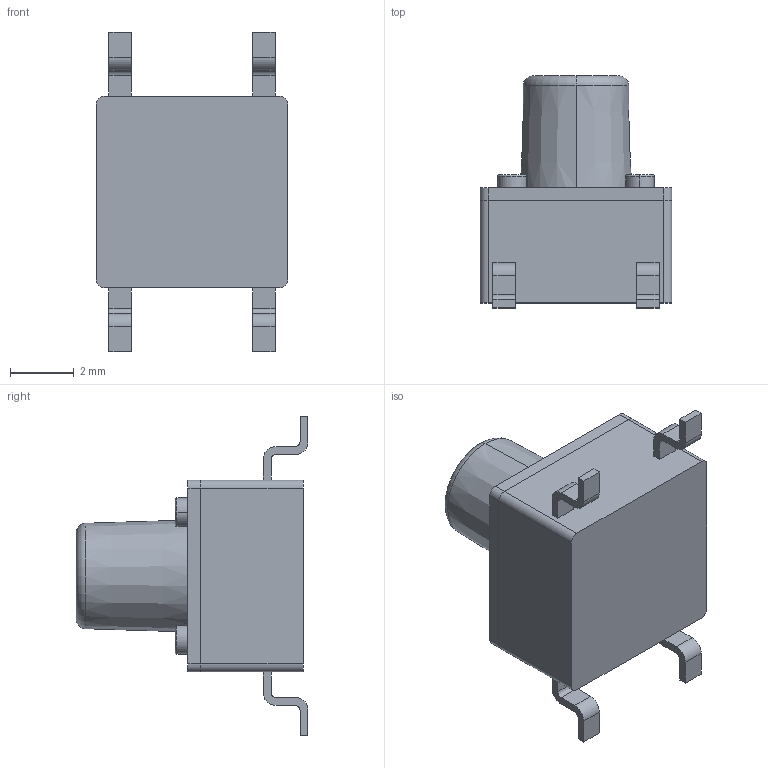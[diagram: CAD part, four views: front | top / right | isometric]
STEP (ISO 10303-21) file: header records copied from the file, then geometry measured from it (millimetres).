
FILE_DESCRIPTION (( 'STEP AP214' ), '1' );
FILE_NAME ('FSM6JSMATR.STEP', '2020-03-19T07:23:38', ( '' ), ( '' ), 'SwSTEP 2.0', 'SolidWorks 2017', '' );
FILE_SCHEMA (( 'AUTOMOTIVE_DESIGN' ));
Length unit declared in the file: millimetre
Products named in the file (1): FSM6JSMATR
Bounding box: 6 x 7.26 x 10 mm (x, y, z)
Volume: 164.3 mm3; surface area: 315.8 mm2
Topology: 11 solids, 11 shells, 106 faces, 242 edges, 158 vertices
Faces by surface type: plane 62, cylinder 32, torus 10, cone 2
Entity records: 3118 total; most frequent: DIRECTION 544, CARTESIAN_POINT 507, ORIENTED_EDGE 484, EDGE_CURVE 242, AXIS2_PLACEMENT_3D 195, VERTEX_POINT 158, VECTOR 154, LINE 154
